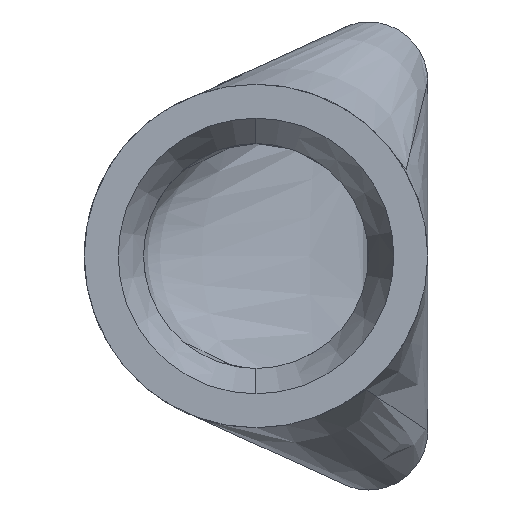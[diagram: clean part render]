
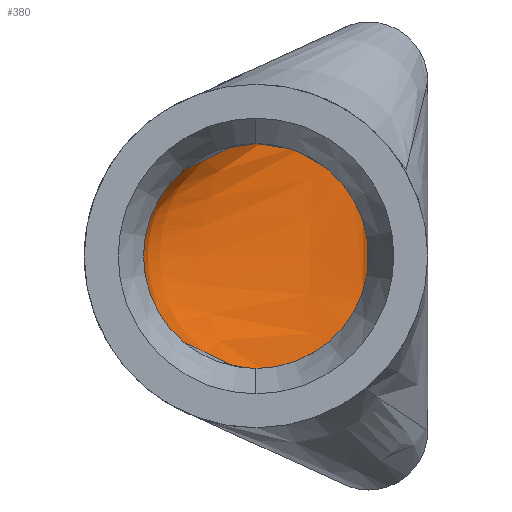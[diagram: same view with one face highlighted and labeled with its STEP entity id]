
A CAD part, left-side view. The second image highlights one B-rep face of the part: STEP entity #380.
In plain terms, the highlighted free-form (B-spline) face has degree [3, 3] with [11, 4] control points.
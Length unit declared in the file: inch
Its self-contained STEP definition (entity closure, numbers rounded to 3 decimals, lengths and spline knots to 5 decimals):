
#3 = CARTESIAN_POINT ( 'NONE',  ( 1.687, 0.1325, -0.28875 ) ) ;
#6 = CARTESIAN_POINT ( 'NONE',  ( 1.25, 0.62752, 0. ) ) ;
#30 = CARTESIAN_POINT ( 'NONE',  ( 1.35608, 0.57616, -0.15156 ) ) ;
#39 = CARTESIAN_POINT ( 'NONE',  ( 1.35608, 0.57616, 0.15156 ) ) ;
#54 = CARTESIAN_POINT ( 'NONE',  ( 1.25, 0.62145, 0.0545 ) ) ;
#60 = CARTESIAN_POINT ( 'NONE',  ( 1.25, 0.57616, 0.15156 ) ) ;
#67 = B_SPLINE_CURVE_WITH_KNOTS ( 'NONE', 3,
 ( #474, #961, #3, #404, #667, #673, #1046, #207, #597, #877, #1055 ),
 .UNSPECIFIED., .F., .F.,
 ( 4, 1, 1, 1, 1, 1, 1, 1, 4 ),
 ( 0., 0.125, 0.25, 0.375, 0.5, 0.625, 0.75, 0.875, 1. ),
 .UNSPECIFIED. ) ;
#100 = CARTESIAN_POINT ( 'NONE',  ( 1.687, 0.1325, -0.385 ) ) ;
#101 = CARTESIAN_POINT ( 'NONE',  ( 1.25, 0.53709, 0.1896 ) ) ;
#107 = CARTESIAN_POINT ( 'NONE',  ( 1.35803, 0.60406, -0.10536 ) ) ;
#117 = CARTESIAN_POINT ( 'NONE',  ( 1.57757, 0.1325, 0.09625 ) ) ;
#132 = CARTESIAN_POINT ( 'NONE',  ( 1.35943, 0.62145, 0.0545 ) ) ;
#139 = CARTESIAN_POINT ( 'NONE',  ( 1.687, 0.1325, 0.385 ) ) ;
#207 = CARTESIAN_POINT ( 'NONE',  ( 1.687, 0.1325, 0.1925 ) ) ;
#215 = CARTESIAN_POINT ( 'NONE',  ( 1.25, 0.5371, -0.1896 ) ) ;
#224 = CARTESIAN_POINT ( 'NONE',  ( 1.57897, 0.1325, -0.1925 ) ) ;
#231 = CARTESIAN_POINT ( 'NONE',  ( 1.687, 0.1325, 0. ) ) ;
#306 = CARTESIAN_POINT ( 'NONE',  ( 1.35446, 0.53709, 0.1896 ) ) ;
#313 = CARTESIAN_POINT ( 'NONE',  ( 1.687, 0.1325, -0.35292 ) ) ;
#321 = CARTESIAN_POINT ( 'NONE',  ( 1.57757, 0.1325, -0.09625 ) ) ;
#322 = CARTESIAN_POINT ( 'NONE',  ( 1.687, 0.1325, 0.385 ) ) ;
#374 = FACE_OUTER_BOUND ( 'NONE', #1044, .T. ) ;
#377 = ORIENTED_EDGE ( 'NONE', *, *, #1162, .T. ) ;
#380 = ADVANCED_FACE ( 'NONE', ( #374 ), #962, .F. ) ;
#389 = VERTEX_POINT ( 'NONE', #685 ) ;
#399 = CARTESIAN_POINT ( 'NONE',  ( 1.25, 0.5511, 0.17784 ) ) ;
#404 = CARTESIAN_POINT ( 'NONE',  ( 1.687, 0.1325, -0.1925 ) ) ;
#415 = CARTESIAN_POINT ( 'NONE',  ( 1.58092, 0.1325, -0.28875 ) ) ;
#421 = CARTESIAN_POINT ( 'NONE',  ( 1.58092, 0.1325, 0.28875 ) ) ;
#435 = CARTESIAN_POINT ( 'NONE',  ( 1.25, 0.62145, -0.0545 ) ) ;
#440 = B_SPLINE_CURVE_WITH_KNOTS ( 'NONE', 3,
 ( #1206, #909, #60, #1101, #54, #733, #435, #1187, #810, #1019, #1114 ),
 .UNSPECIFIED., .F., .F.,
 ( 4, 1, 1, 1, 1, 1, 1, 1, 4 ),
 ( 0., 0.125, 0.25, 0.375, 0.5, 0.625, 0.75, 0.875, 1. ),
 .UNSPECIFIED. ) ;
#447 = CARTESIAN_POINT ( 'NONE',  ( 1.582, 0.1325, -0.35292 ) ) ;
#474 = CARTESIAN_POINT ( 'NONE',  ( 1.687, 0.1325, -0.385 ) ) ;
#483 = ORIENTED_EDGE ( 'NONE', *, *, #997, .F. ) ;
#485 = CARTESIAN_POINT ( 'NONE',  ( 1.25, 0.57616, 0.15156 ) ) ;
#497 = EDGE_CURVE ( 'NONE', #994, #778, #67, .T. ) ;
#503 = CARTESIAN_POINT ( 'NONE',  ( 1.25, 0.5371, 0.1896 ) ) ;
#508 = CARTESIAN_POINT ( 'NONE',  ( 1.25, 0.60406, 0.10536 ) ) ;
#539 = CARTESIAN_POINT ( 'NONE',  ( 1.687, 0.1325, -0.385 ) ) ;
#561 = CARTESIAN_POINT ( 'NONE',  ( 1.35446, 0.53709, -0.1896 ) ) ;
#582 = CARTESIAN_POINT ( 'NONE',  ( 1.25, 0.57616, -0.15156 ) ) ;
#583 = CARTESIAN_POINT ( 'NONE',  ( 1.35446, 0.53709, 0.1896 ) ) ;
#589 = CARTESIAN_POINT ( 'NONE',  ( 1.35998, 0.62752, 0. ) ) ;
#597 = CARTESIAN_POINT ( 'NONE',  ( 1.687, 0.1325, 0.28875 ) ) ;
#599 = CARTESIAN_POINT ( 'NONE',  ( 1.687, 0.1325, 0.35292 ) ) ;
#606 = CARTESIAN_POINT ( 'NONE',  ( 1.687, 0.1325, -0.1925 ) ) ;
#619 = EDGE_CURVE ( 'NONE', #389, #994, #839, .T. ) ;
#636 = CARTESIAN_POINT ( 'NONE',  ( 1.25, 0.5511, -0.17784 ) ) ;
#667 = CARTESIAN_POINT ( 'NONE',  ( 1.687, 0.1325, -0.09625 ) ) ;
#673 = CARTESIAN_POINT ( 'NONE',  ( 1.687, 0.1325, 0. ) ) ;
#685 = CARTESIAN_POINT ( 'NONE',  ( 1.25, 0.5371, -0.1896 ) ) ;
#693 = CARTESIAN_POINT ( 'NONE',  ( 1.582, 0.1325, 0.35292 ) ) ;
#701 = CARTESIAN_POINT ( 'NONE',  ( 1.25, 0.62145, -0.0545 ) ) ;
#733 = CARTESIAN_POINT ( 'NONE',  ( 1.25, 0.62752, 0. ) ) ;
#756 = ORIENTED_EDGE ( 'NONE', *, *, #619, .T. ) ;
#767 = CARTESIAN_POINT ( 'NONE',  ( 1.25, 0.5371, 0.1896 ) ) ;
#774 = CARTESIAN_POINT ( 'NONE',  ( 1.687, 0.1325, 0.1925 ) ) ;
#778 = VERTEX_POINT ( 'NONE', #139 ) ;
#788 = CARTESIAN_POINT ( 'NONE',  ( 1.35943, 0.62145, -0.0545 ) ) ;
#803 = ORIENTED_EDGE ( 'NONE', *, *, #497, .T. ) ;
#810 = CARTESIAN_POINT ( 'NONE',  ( 1.25, 0.57616, -0.15156 ) ) ;
#839 = B_SPLINE_CURVE_WITH_KNOTS ( 'NONE', 3,
 ( #215, #1232, #955, #100 ),
 .UNSPECIFIED., .F., .F.,
 ( 4, 4 ),
 ( 0., 1. ),
 .UNSPECIFIED. ) ;
#848 = CARTESIAN_POINT ( 'NONE',  ( 1.58254, 0.1325, -0.385 ) ) ;
#857 = CARTESIAN_POINT ( 'NONE',  ( 1.35803, 0.60406, 0.10536 ) ) ;
#864 = CARTESIAN_POINT ( 'NONE',  ( 1.687, 0.1325, 0.09625 ) ) ;
#865 = CARTESIAN_POINT ( 'NONE',  ( 1.687, 0.1325, -0.385 ) ) ;
#877 = CARTESIAN_POINT ( 'NONE',  ( 1.687, 0.1325, 0.35292 ) ) ;
#888 = CARTESIAN_POINT ( 'NONE',  ( 1.57897, 0.1325, 0.1925 ) ) ;
#909 = CARTESIAN_POINT ( 'NONE',  ( 1.25, 0.5511, 0.17784 ) ) ;
#910 = B_SPLINE_CURVE_WITH_KNOTS ( 'NONE', 3,
 ( #767, #583, #964, #322 ),
 .UNSPECIFIED., .F., .F.,
 ( 4, 4 ),
 ( 0., 1. ),
 .UNSPECIFIED. ) ;
#920 = CARTESIAN_POINT ( 'NONE',  ( 1.355, 0.5511, -0.17784 ) ) ;
#955 = CARTESIAN_POINT ( 'NONE',  ( 1.58254, 0.1325, -0.385 ) ) ;
#956 = CARTESIAN_POINT ( 'NONE',  ( 1.687, 0.1325, 0.28875 ) ) ;
#961 = CARTESIAN_POINT ( 'NONE',  ( 1.687, 0.1325, -0.35292 ) ) ;
#962 = B_SPLINE_SURFACE_WITH_KNOTS ( 'NONE', 3, 3, ( 
 ( #1036, #561, #848, #539 ),
 ( #636, #920, #447, #313 ),
 ( #582, #30, #415, #963 ),
 ( #1174, #107, #224, #606 ),
 ( #701, #788, #321, #1074 ),
 ( #6, #589, #1083, #231 ),
 ( #984, #132, #117, #864 ),
 ( #508, #857, #888, #774 ),
 ( #485, #39, #421, #956 ),
 ( #399, #1156, #693, #599 ),
 ( #101, #306, #1057, #977 ) ),
 .UNSPECIFIED., .F., .F., .F.,
 ( 4, 1, 1, 1, 1, 1, 1, 1, 4 ),
 ( 4, 4 ),
 ( 0., 0.125, 0.25, 0.375, 0.5, 0.625, 0.75, 0.875, 1. ),
 ( 0., 1. ),
 .UNSPECIFIED. ) ;
#963 = CARTESIAN_POINT ( 'NONE',  ( 1.687, 0.1325, -0.28875 ) ) ;
#964 = CARTESIAN_POINT ( 'NONE',  ( 1.58254, 0.1325, 0.385 ) ) ;
#967 = VERTEX_POINT ( 'NONE', #503 ) ;
#977 = CARTESIAN_POINT ( 'NONE',  ( 1.687, 0.1325, 0.385 ) ) ;
#984 = CARTESIAN_POINT ( 'NONE',  ( 1.25, 0.62145, 0.0545 ) ) ;
#994 = VERTEX_POINT ( 'NONE', #865 ) ;
#997 = EDGE_CURVE ( 'NONE', #967, #778, #910, .T. ) ;
#1019 = CARTESIAN_POINT ( 'NONE',  ( 1.25, 0.5511, -0.17784 ) ) ;
#1036 = CARTESIAN_POINT ( 'NONE',  ( 1.25, 0.53709, -0.1896 ) ) ;
#1044 = EDGE_LOOP ( 'NONE', ( #377, #756, #803, #483 ) ) ;
#1046 = CARTESIAN_POINT ( 'NONE',  ( 1.687, 0.1325, 0.09625 ) ) ;
#1055 = CARTESIAN_POINT ( 'NONE',  ( 1.687, 0.1325, 0.385 ) ) ;
#1057 = CARTESIAN_POINT ( 'NONE',  ( 1.58254, 0.1325, 0.385 ) ) ;
#1074 = CARTESIAN_POINT ( 'NONE',  ( 1.687, 0.1325, -0.09625 ) ) ;
#1083 = CARTESIAN_POINT ( 'NONE',  ( 1.57702, 0.1325, 0. ) ) ;
#1101 = CARTESIAN_POINT ( 'NONE',  ( 1.25, 0.60406, 0.10536 ) ) ;
#1114 = CARTESIAN_POINT ( 'NONE',  ( 1.25, 0.5371, -0.1896 ) ) ;
#1156 = CARTESIAN_POINT ( 'NONE',  ( 1.355, 0.5511, 0.17784 ) ) ;
#1162 = EDGE_CURVE ( 'NONE', #967, #389, #440, .T. ) ;
#1174 = CARTESIAN_POINT ( 'NONE',  ( 1.25, 0.60406, -0.10536 ) ) ;
#1187 = CARTESIAN_POINT ( 'NONE',  ( 1.25, 0.60406, -0.10536 ) ) ;
#1206 = CARTESIAN_POINT ( 'NONE',  ( 1.25, 0.5371, 0.1896 ) ) ;
#1232 = CARTESIAN_POINT ( 'NONE',  ( 1.35446, 0.53709, -0.1896 ) ) ;
